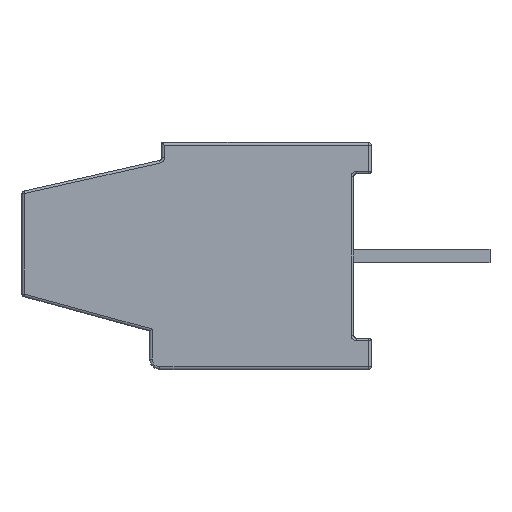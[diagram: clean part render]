
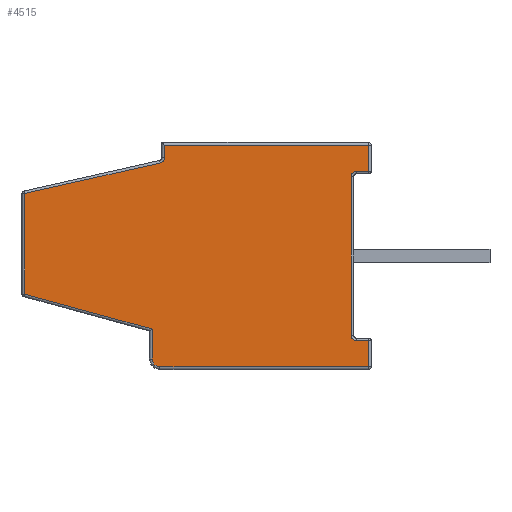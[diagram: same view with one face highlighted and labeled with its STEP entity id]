
A CAD part, left-side view. The second image highlights one B-rep face of the part: STEP entity #4515.
In plain terms, the highlighted planar face has unit normal (-1, 0, 0).
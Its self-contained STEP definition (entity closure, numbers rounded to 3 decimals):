
#102 = LINE ( 'NONE', #5690, #6295 ) ;
#110 = VERTEX_POINT ( 'NONE', #4049 ) ;
#164 = EDGE_CURVE ( 'NONE', #7834, #1205, #1284, .T. ) ;
#404 = DIRECTION ( 'NONE',  ( 0., -1., 0. ) ) ;
#413 = EDGE_CURVE ( 'NONE', #6286, #7911, #5285, .T. ) ;
#446 = VECTOR ( 'NONE', #535, 1000. ) ;
#535 = DIRECTION ( 'NONE',  ( 0., 0., -1. ) ) ;
#685 = DIRECTION ( 'NONE',  ( 0., 0.264, -0.964 ) ) ;
#704 = CARTESIAN_POINT ( 'NONE',  ( -7.85, 0., -3.725 ) ) ;
#852 = CARTESIAN_POINT ( 'NONE',  ( -7.85, -3.175, -4.075 ) ) ;
#867 = ORIENTED_EDGE ( 'NONE', *, *, #6254, .T. ) ;
#868 = EDGE_CURVE ( 'NONE', #1227, #8700, #5054, .T. ) ;
#876 = EDGE_CURVE ( 'NONE', #8473, #2296, #5491, .T. ) ;
#1087 = CARTESIAN_POINT ( 'NONE',  ( -7.85, 0., -9.925 ) ) ;
#1147 = CARTESIAN_POINT ( 'NONE',  ( -7.85, -2.275, -9.425 ) ) ;
#1205 = VERTEX_POINT ( 'NONE', #1520 ) ;
#1212 = CARTESIAN_POINT ( 'NONE',  ( -7.85, 3.175, 0. ) ) ;
#1227 = VERTEX_POINT ( 'NONE', #8466 ) ;
#1284 = LINE ( 'NONE', #5453, #8121 ) ;
#1426 = LINE ( 'NONE', #704, #5865 ) ;
#1520 = CARTESIAN_POINT ( 'NONE',  ( -7.85, -2.81, -4.075 ) ) ;
#1557 = VERTEX_POINT ( 'NONE', #2016 ) ;
#1577 = CARTESIAN_POINT ( 'NONE',  ( -7.85, 2.95, -3.725 ) ) ;
#1581 = LINE ( 'NONE', #5715, #7224 ) ;
#1669 = ORIENTED_EDGE ( 'NONE', *, *, #4009, .T. ) ;
#1692 = FACE_OUTER_BOUND ( 'NONE', #3036, .T. ) ;
#1751 = PLANE ( 'NONE',  #8412 ) ;
#1888 = CARTESIAN_POINT ( 'NONE',  ( -7.85, 1.093, -0.075 ) ) ;
#1916 = EDGE_CURVE ( 'NONE', #8064, #2649, #6750, .T. ) ;
#1960 = VECTOR ( 'NONE', #404, 1000. ) ;
#2016 = CARTESIAN_POINT ( 'NONE',  ( -7.85, 2.093, -3.725 ) ) ;
#2135 = ORIENTED_EDGE ( 'NONE', *, *, #1916, .T. ) ;
#2296 = VERTEX_POINT ( 'NONE', #1147 ) ;
#2441 = ORIENTED_EDGE ( 'NONE', *, *, #413, .T. ) ;
#2457 = DIRECTION ( 'NONE',  ( -1., 0., 0. ) ) ;
#2541 = DIRECTION ( 'NONE',  ( 0., 0., -1. ) ) ;
#2607 = ORIENTED_EDGE ( 'NONE', *, *, #5758, .T. ) ;
#2641 = VERTEX_POINT ( 'NONE', #6892 ) ;
#2649 = VERTEX_POINT ( 'NONE', #8290 ) ;
#2670 = AXIS2_PLACEMENT_3D ( 'NONE', #3718, #8583, #5101 ) ;
#3002 = DIRECTION ( 'NONE',  ( -1., 0., 0. ) ) ;
#3036 = EDGE_LOOP ( 'NONE', ( #3309, #2135, #7898, #4614, #3242, #4234, #2607, #867, #5396, #2441, #7467, #1669, #6329, #4410, #8723, #6253 ) ) ;
#3153 = DIRECTION ( 'NONE',  ( 0., 0., 1. ) ) ;
#3180 = CARTESIAN_POINT ( 'NONE',  ( -7.85, 0., 0. ) ) ;
#3216 = CARTESIAN_POINT ( 'NONE',  ( -7.85, -2.425, 0. ) ) ;
#3227 = EDGE_CURVE ( 'NONE', #1227, #2296, #5857, .T. ) ;
#3242 = ORIENTED_EDGE ( 'NONE', *, *, #8729, .F. ) ;
#3309 = ORIENTED_EDGE ( 'NONE', *, *, #6652, .T. ) ;
#3346 = CARTESIAN_POINT ( 'NONE',  ( -7.85, -2.664, -3.958 ) ) ;
#3643 = LINE ( 'NONE', #6073, #4182 ) ;
#3683 = CARTESIAN_POINT ( 'NONE',  ( -7.85, -2.275, -9.575 ) ) ;
#3718 = CARTESIAN_POINT ( 'NONE',  ( -7.85, 2.95, -3.95 ) ) ;
#3910 = DIRECTION ( 'NONE',  ( 0., 0., 1. ) ) ;
#3971 = VECTOR ( 'NONE', #6839, 1000. ) ;
#4009 = EDGE_CURVE ( 'NONE', #6861, #110, #3643, .T. ) ;
#4049 = CARTESIAN_POINT ( 'NONE',  ( -7.85, 2.425, -9.925 ) ) ;
#4130 = LINE ( 'NONE', #3216, #6221 ) ;
#4182 = VECTOR ( 'NONE', #8848, 1000. ) ;
#4234 = ORIENTED_EDGE ( 'NONE', *, *, #8100, .T. ) ;
#4337 = AXIS2_PLACEMENT_3D ( 'NONE', #6530, #3002, #5791 ) ;
#4354 = DIRECTION ( 'NONE',  ( 0., 1., 0. ) ) ;
#4367 = EDGE_CURVE ( 'NONE', #110, #8700, #1581, .T. ) ;
#4410 = ORIENTED_EDGE ( 'NONE', *, *, #868, .F. ) ;
#4466 = DIRECTION ( 'NONE',  ( 0., 0., 1. ) ) ;
#4515 = ADVANCED_FACE ( 'NONE', ( #1692 ), #1751, .T. ) ;
#4542 = EDGE_CURVE ( 'NONE', #2649, #7834, #6789, .T. ) ;
#4614 = ORIENTED_EDGE ( 'NONE', *, *, #164, .T. ) ;
#4628 = CARTESIAN_POINT ( 'NONE',  ( -7.85, 2.425, -9.575 ) ) ;
#4742 = LINE ( 'NONE', #6612, #5716 ) ;
#4942 = VECTOR ( 'NONE', #3910, 1000. ) ;
#4949 = CARTESIAN_POINT ( 'NONE',  ( -7.85, -2.425, -9.575 ) ) ;
#4993 = CARTESIAN_POINT ( 'NONE',  ( -7.85, 3.175, -3.95 ) ) ;
#5054 = CIRCLE ( 'NONE', #4337, 0.15 ) ;
#5087 = CARTESIAN_POINT ( 'NONE',  ( -7.85, -2.425, -9.925 ) ) ;
#5101 = DIRECTION ( 'NONE',  ( 0., 0., 1. ) ) ;
#5188 = AXIS2_PLACEMENT_3D ( 'NONE', #6795, #7520, #6853 ) ;
#5199 = DIRECTION ( 'NONE',  ( 0., 0.22, 0.976 ) ) ;
#5285 = CIRCLE ( 'NONE', #2670, 0.225 ) ;
#5288 = CARTESIAN_POINT ( 'NONE',  ( -7.85, -3.175, 0. ) ) ;
#5360 = VERTEX_POINT ( 'NONE', #1888 ) ;
#5396 = ORIENTED_EDGE ( 'NONE', *, *, #7391, .T. ) ;
#5453 = CARTESIAN_POINT ( 'NONE',  ( -7.85, 0., -4.075 ) ) ;
#5491 = CIRCLE ( 'NONE', #5929, 0.15 ) ;
#5651 = CARTESIAN_POINT ( 'NONE',  ( -7.85, 3.175, -9.925 ) ) ;
#5683 = DIRECTION ( 'NONE',  ( 0., 1., 0. ) ) ;
#5690 = CARTESIAN_POINT ( 'NONE',  ( -7.85, 0., -0.075 ) ) ;
#5715 = CARTESIAN_POINT ( 'NONE',  ( -7.85, 2.425, 0. ) ) ;
#5716 = VECTOR ( 'NONE', #5199, 1000. ) ;
#5758 = EDGE_CURVE ( 'NONE', #2641, #5360, #102, .T. ) ;
#5791 = DIRECTION ( 'NONE',  ( 0., 0., 1. ) ) ;
#5857 = LINE ( 'NONE', #7540, #3971 ) ;
#5865 = VECTOR ( 'NONE', #4354, 1000. ) ;
#5890 = VECTOR ( 'NONE', #685, 1000. ) ;
#5929 = AXIS2_PLACEMENT_3D ( 'NONE', #3683, #2457, #3153 ) ;
#6073 = CARTESIAN_POINT ( 'NONE',  ( -7.85, 0., -9.925 ) ) ;
#6119 = LINE ( 'NONE', #6692, #5890 ) ;
#6172 = DIRECTION ( 'NONE',  ( 0., 1., 0. ) ) ;
#6221 = VECTOR ( 'NONE', #2541, 1000. ) ;
#6253 = ORIENTED_EDGE ( 'NONE', *, *, #876, .F. ) ;
#6254 = EDGE_CURVE ( 'NONE', #5360, #1557, #6119, .T. ) ;
#6286 = VERTEX_POINT ( 'NONE', #1577 ) ;
#6295 = VECTOR ( 'NONE', #5683, 1000. ) ;
#6329 = ORIENTED_EDGE ( 'NONE', *, *, #4367, .T. ) ;
#6530 = CARTESIAN_POINT ( 'NONE',  ( -7.85, 2.275, -9.575 ) ) ;
#6612 = CARTESIAN_POINT ( 'NONE',  ( -7.85, -1.688, 0.38 ) ) ;
#6652 = EDGE_CURVE ( 'NONE', #8473, #8064, #4130, .T. ) ;
#6663 = EDGE_CURVE ( 'NONE', #7911, #6861, #8165, .T. ) ;
#6692 = CARTESIAN_POINT ( 'NONE',  ( -7.85, 0.997, 0.273 ) ) ;
#6750 = LINE ( 'NONE', #1087, #1960 ) ;
#6789 = LINE ( 'NONE', #5288, #4942 ) ;
#6795 = CARTESIAN_POINT ( 'NONE',  ( -7.85, -2.81, -3.925 ) ) ;
#6839 = DIRECTION ( 'NONE',  ( 0., -1., 0. ) ) ;
#6853 = DIRECTION ( 'NONE',  ( 0., 0., 1. ) ) ;
#6861 = VERTEX_POINT ( 'NONE', #5651 ) ;
#6892 = CARTESIAN_POINT ( 'NONE',  ( -7.85, -1.79, -0.075 ) ) ;
#7125 = CIRCLE ( 'NONE', #5188, 0.15 ) ;
#7224 = VECTOR ( 'NONE', #4466, 1000. ) ;
#7329 = VERTEX_POINT ( 'NONE', #3346 ) ;
#7358 = DIRECTION ( 'NONE',  ( -1., 0., 0. ) ) ;
#7391 = EDGE_CURVE ( 'NONE', #1557, #6286, #1426, .T. ) ;
#7467 = ORIENTED_EDGE ( 'NONE', *, *, #6663, .T. ) ;
#7520 = DIRECTION ( 'NONE',  ( -1., 0., 0. ) ) ;
#7540 = CARTESIAN_POINT ( 'NONE',  ( -7.85, 0., -9.425 ) ) ;
#7834 = VERTEX_POINT ( 'NONE', #852 ) ;
#7898 = ORIENTED_EDGE ( 'NONE', *, *, #4542, .T. ) ;
#7911 = VERTEX_POINT ( 'NONE', #4993 ) ;
#7982 = DIRECTION ( 'NONE',  ( 0., 0., 1. ) ) ;
#8064 = VERTEX_POINT ( 'NONE', #5087 ) ;
#8100 = EDGE_CURVE ( 'NONE', #7329, #2641, #4742, .T. ) ;
#8121 = VECTOR ( 'NONE', #6172, 1000. ) ;
#8165 = LINE ( 'NONE', #1212, #446 ) ;
#8290 = CARTESIAN_POINT ( 'NONE',  ( -7.85, -3.175, -9.925 ) ) ;
#8412 = AXIS2_PLACEMENT_3D ( 'NONE', #3180, #7358, #7982 ) ;
#8466 = CARTESIAN_POINT ( 'NONE',  ( -7.85, 2.275, -9.425 ) ) ;
#8473 = VERTEX_POINT ( 'NONE', #4949 ) ;
#8583 = DIRECTION ( 'NONE',  ( -1., 0., 0. ) ) ;
#8700 = VERTEX_POINT ( 'NONE', #4628 ) ;
#8723 = ORIENTED_EDGE ( 'NONE', *, *, #3227, .T. ) ;
#8729 = EDGE_CURVE ( 'NONE', #7329, #1205, #7125, .T. ) ;
#8848 = DIRECTION ( 'NONE',  ( 0., -1., 0. ) ) ;
